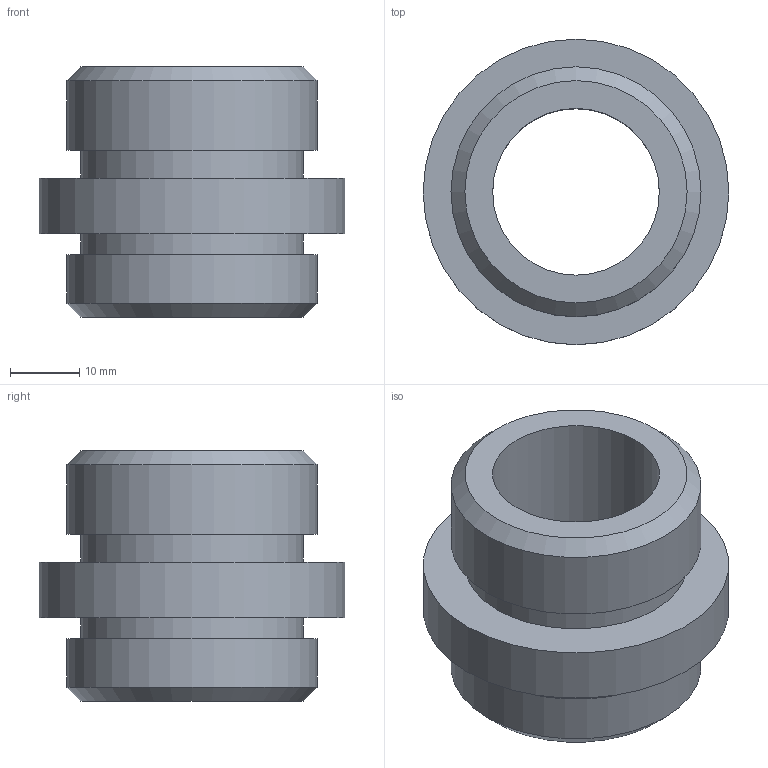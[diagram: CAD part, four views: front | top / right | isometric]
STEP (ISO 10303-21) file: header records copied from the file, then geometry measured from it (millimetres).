
FILE_DESCRIPTION(/* description */ (''),/* implementation_level */ '2;1');
FILE_NAME(/* name */ 'Exercise-26 v0.step',/* time_stamp */ '2025-09-14T15:27:50+05:30',/* author */ (''),/* organization */ (''),/* preprocessor_version */ 'ST-DEVELOPER v20.1',/* originating_system */ 'Autodesk Translation Framework v14.17.0.0',/* authorisation */ '');
FILE_SCHEMA (('AUTOMOTIVE_DESIGN { 1 0 10303 214 3 1 1 }'));
Length unit declared in the file: millimetre
Products named in the file (1): Exercise-26
Bounding box: 44 x 44 x 36 mm (x, y, z)
Volume: 22447.7 mm3; surface area: 9614.3 mm2
Topology: 1 solids, 1 shells, 14 faces, 22 edges, 14 vertices
Faces by surface type: plane 6, cylinder 6, cone 2
Full cylindrical faces by diameter (mm): 24 x1, 32 x2, 36 x2, 44 x1
Entity records: 402 total; most frequent: DIRECTION 66, CARTESIAN_POINT 51, ORIENTED_EDGE 44, AXIS2_PLACEMENT_3D 29, EDGE_CURVE 22, EDGE_LOOP 20, FACE_OUTER_BOUND 14, CIRCLE 14
